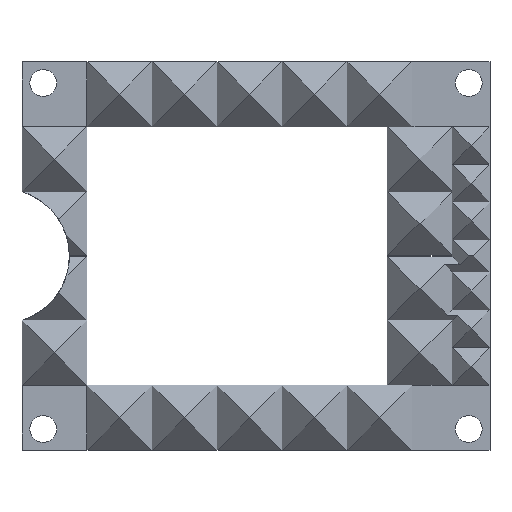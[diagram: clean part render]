
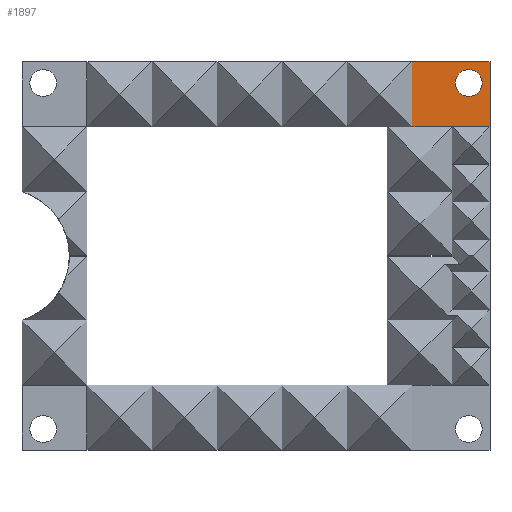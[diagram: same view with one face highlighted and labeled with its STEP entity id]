
A CAD part, top view. The second image highlights one B-rep face of the part: STEP entity #1897.
In plain terms, the highlighted planar face has unit normal (0, 0, 1).
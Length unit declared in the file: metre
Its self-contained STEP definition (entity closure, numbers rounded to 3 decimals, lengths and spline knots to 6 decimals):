
#135=FACE_BOUND('',#285,.T.);
#143=CIRCLE('',#2297,0.003);
#157=FACE_OUTER_BOUND('',#284,.T.);
#284=EDGE_LOOP('',(#1278,#1279,#1280,#1281,#1282));
#285=EDGE_LOOP('',(#1283));
#418=LINE('',#3122,#651);
#423=LINE('',#3132,#656);
#424=LINE('',#3134,#657);
#425=LINE('',#3136,#658);
#426=LINE('',#3137,#659);
#651=VECTOR('',#2499,0.01);
#656=VECTOR('',#2510,1.);
#657=VECTOR('',#2511,1.);
#658=VECTOR('',#2512,0.01);
#659=VECTOR('',#2513,0.01);
#881=VERTEX_POINT('',#3114);
#884=VERTEX_POINT('',#3121);
#886=VERTEX_POINT('',#3131);
#887=VERTEX_POINT('',#3133);
#888=VERTEX_POINT('',#3135);
#889=VERTEX_POINT('',#3138);
#1016=EDGE_CURVE('',#884,#881,#418,.T.);
#1021=EDGE_CURVE('',#886,#881,#423,.T.);
#1022=EDGE_CURVE('',#887,#886,#424,.T.);
#1023=EDGE_CURVE('',#887,#888,#425,.T.);
#1024=EDGE_CURVE('',#888,#884,#426,.T.);
#1025=EDGE_CURVE('',#889,#889,#143,.T.);
#1278=ORIENTED_EDGE('',*,*,#1016,.T.);
#1279=ORIENTED_EDGE('',*,*,#1021,.F.);
#1280=ORIENTED_EDGE('',*,*,#1022,.F.);
#1281=ORIENTED_EDGE('',*,*,#1023,.T.);
#1282=ORIENTED_EDGE('',*,*,#1024,.T.);
#1283=ORIENTED_EDGE('',*,*,#1025,.F.);
#1776=PLANE('',#2296);
#1897=ADVANCED_FACE('',(#157,#135),#1776,.T.);
#2296=AXIS2_PLACEMENT_3D('',#3130,#2508,#2509);
#2297=AXIS2_PLACEMENT_3D('',#3139,#2514,#2515);
#2499=DIRECTION('',(1.,0.,0.));
#2508=DIRECTION('center_axis',(0.,0.,1.));
#2509=DIRECTION('ref_axis',(1.,0.,0.));
#2510=DIRECTION('',(0.,-1.,0.));
#2511=DIRECTION('',(1.,0.,0.));
#2512=DIRECTION('',(0.,-1.,0.));
#2513=DIRECTION('',(1.,0.,0.));
#2514=DIRECTION('center_axis',(0.,0.,1.));
#2515=DIRECTION('ref_axis',(1.,0.,0.));
#3114=CARTESIAN_POINT('',(0.046406,0.013919,0.));
#3121=CARTESIAN_POINT('',(0.038,0.013919,0.));
#3122=CARTESIAN_POINT('',(0.020305,0.013919,0.));
#3130=CARTESIAN_POINT('Origin',(-0.005797,-0.014918,0.));
#3131=CARTESIAN_POINT('',(0.046406,0.028419,0.));
#3132=CARTESIAN_POINT('',(0.046406,0.021169,0.));
#3133=CARTESIAN_POINT('',(0.029,0.028419,0.));
#3134=CARTESIAN_POINT('',(0.037703,0.028419,0.));
#3135=CARTESIAN_POINT('',(0.029,0.013919,0.));
#3136=CARTESIAN_POINT('',(0.029,0.006751,0.));
#3137=CARTESIAN_POINT('',(0.008852,0.013919,0.));
#3138=CARTESIAN_POINT('',(0.038656,0.023669,0.));
#3139=CARTESIAN_POINT('Origin',(0.041656,0.023669,0.));
